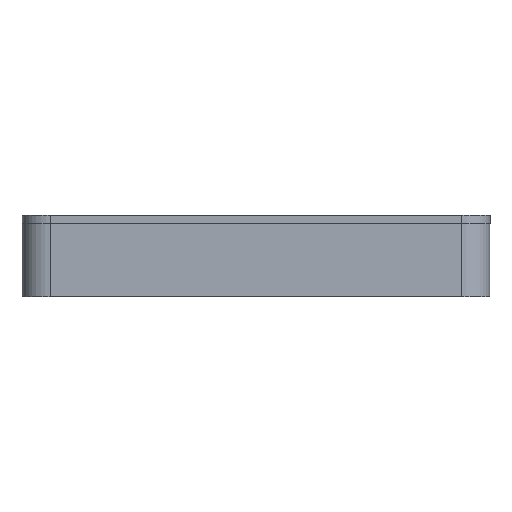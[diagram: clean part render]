
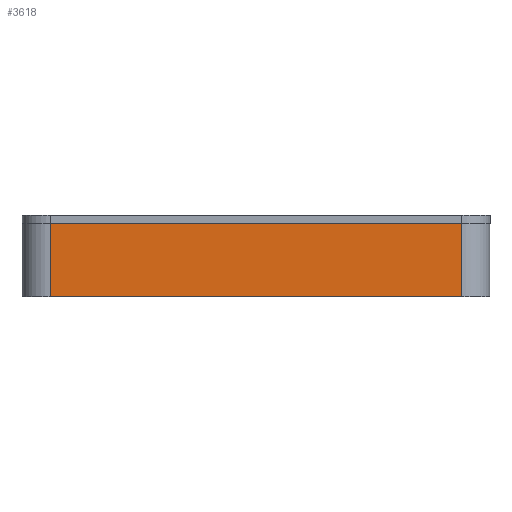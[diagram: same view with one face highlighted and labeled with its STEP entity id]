
A CAD part, left-side view. The second image highlights one B-rep face of the part: STEP entity #3618.
In plain terms, the highlighted planar face has unit normal (-1, 0, 0).
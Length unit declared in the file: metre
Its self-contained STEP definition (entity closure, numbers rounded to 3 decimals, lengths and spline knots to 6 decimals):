
#80=LINE('',#5114,#508);
#81=LINE('',#5117,#509);
#82=LINE('',#5119,#510);
#83=LINE('',#5121,#511);
#508=VECTOR('',#4186,1.);
#509=VECTOR('',#4187,1.);
#510=VECTOR('',#4188,1.);
#511=VECTOR('',#4189,1.);
#935=PLANE('',#3896);
#1118=ORIENTED_EDGE('',*,*,#2144,.T.);
#1119=ORIENTED_EDGE('',*,*,#2145,.T.);
#1120=ORIENTED_EDGE('',*,*,#2146,.F.);
#1121=ORIENTED_EDGE('',*,*,#2147,.T.);
#2144=EDGE_CURVE('',#2656,#2657,#80,.T.);
#2145=EDGE_CURVE('',#2657,#2658,#81,.F.);
#2146=EDGE_CURVE('',#2659,#2658,#82,.T.);
#2147=EDGE_CURVE('',#2659,#2656,#83,.T.);
#2656=VERTEX_POINT('',#5115);
#2657=VERTEX_POINT('',#5116);
#2658=VERTEX_POINT('',#5118);
#2659=VERTEX_POINT('',#5120);
#3065=EDGE_LOOP('',(#1118,#1119,#1120,#1121));
#3329=FACE_BOUND('',#3065,.T.);
#3618=ADVANCED_FACE('',(#3329),#935,.F.);
#3896=AXIS2_PLACEMENT_3D('',#5113,#4184,#4185);
#4184=DIRECTION('',(1.,0.,0.));
#4185=DIRECTION('',(0.,0.,-1.));
#4186=DIRECTION('',(0.,-1.,0.));
#4187=DIRECTION('',(0.,0.,-1.));
#4188=DIRECTION('',(0.,-1.,0.));
#4189=DIRECTION('',(0.,0.,-1.));
#5113=CARTESIAN_POINT('',(-0.059412,0.011057,0.013));
#5114=CARTESIAN_POINT('',(-0.059412,0.011057,0.));
#5115=CARTESIAN_POINT('',(-0.059412,0.047297,0.));
#5116=CARTESIAN_POINT('',(-0.059412,-0.025184,0.));
#5117=CARTESIAN_POINT('',(-0.059412,-0.025184,0.013));
#5118=CARTESIAN_POINT('',(-0.059412,-0.025184,0.013));
#5119=CARTESIAN_POINT('',(-0.059412,0.011057,0.013));
#5120=CARTESIAN_POINT('',(-0.059412,0.047297,0.013));
#5121=CARTESIAN_POINT('',(-0.059412,0.047297,0.));
